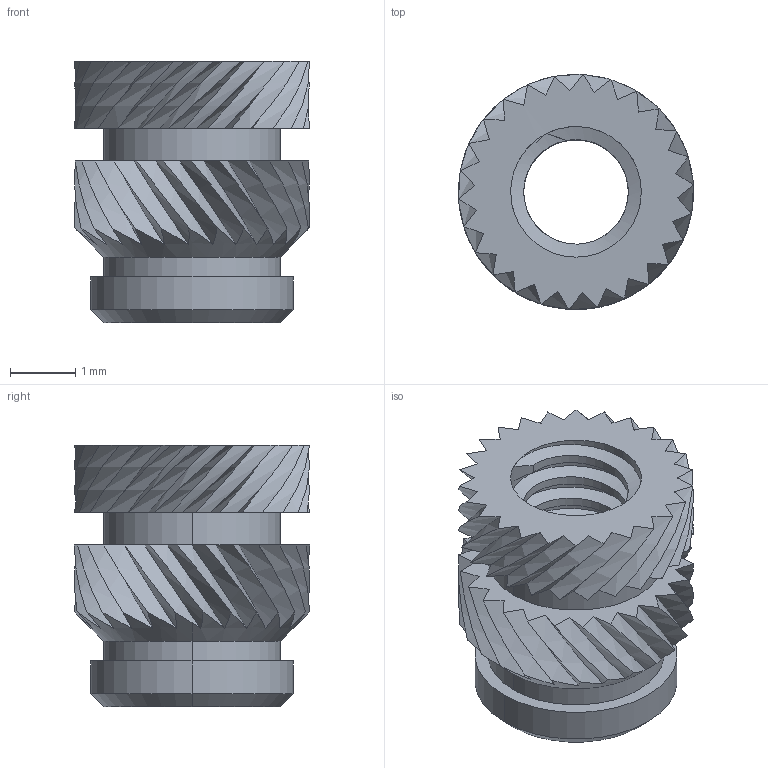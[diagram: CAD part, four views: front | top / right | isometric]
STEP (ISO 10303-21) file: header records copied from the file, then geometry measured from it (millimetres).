
FILE_DESCRIPTION (( 'STEP AP203' ), '1' );
FILE_NAME ('Inserto_Tuerca_M2x4.STEP', '2023-08-13T19:46:13', ( '' ), ( '' ), 'SwSTEP 2.0', 'SolidWorks 2022', '' );
FILE_SCHEMA (( 'CONFIG_CONTROL_DESIGN' ));
Length unit declared in the file: millimetre
Products named in the file (1): Inserto_Tuerca_M2x4
Bounding box: 3.6 x 3.6 x 4 mm (x, y, z)
Volume: 20.6 mm3; surface area: 116.7 mm2
Topology: 1 solids, 1 shells, 147 faces, 417 edges, 275 vertices
Faces by surface type: bspline 107, cylinder 27, plane 9, cone 4
Entity records: 6368 total; most frequent: CARTESIAN_POINT 3743, ORIENTED_EDGE 834, EDGE_CURVE 417, VERTEX_POINT 275, DIRECTION 210, EDGE_LOOP 152, ADVANCED_FACE 147, FACE_OUTER_BOUND 147
